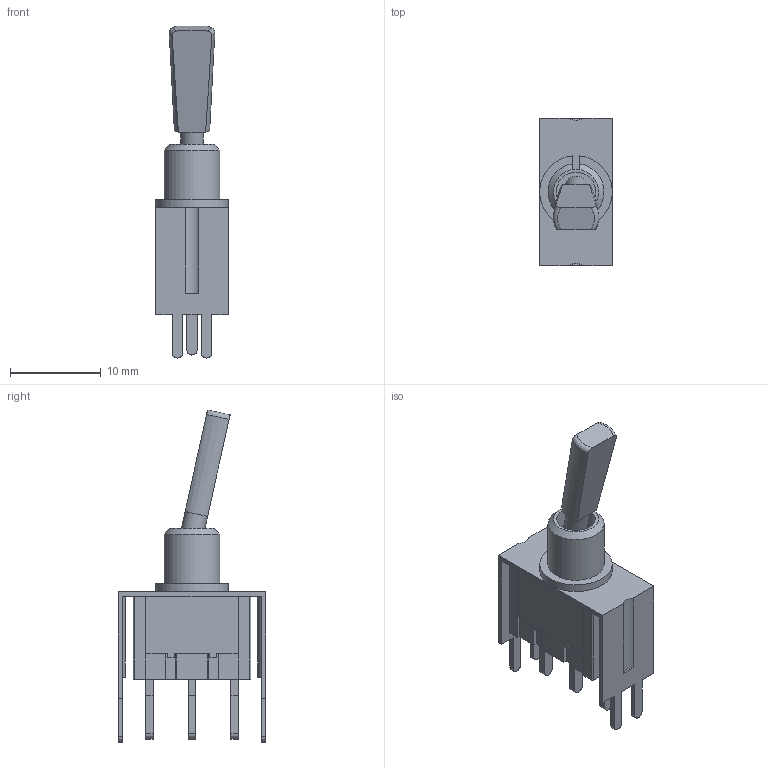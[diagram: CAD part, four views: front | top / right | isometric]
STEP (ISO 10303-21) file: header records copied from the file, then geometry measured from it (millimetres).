
FILE_DESCRIPTION(('FreeCAD Model'),'2;1');
FILE_NAME('M2012EA2W13_cp.step', '2021-02-06T16:25:51',('kicad StepUp'),('ksu MCAD'), 'Open CASCADE STEP processor 7.3','FreeCAD','Unknown');
FILE_SCHEMA(('AUTOMOTIVE_DESIGN { 1 0 10303 214 1 1 1 1 }'));
Length unit declared in the file: millimetre
Products named in the file (1): M2012EA2W13_cp
Bounding box: 8 x 16.31 x 36.68 mm (x, y, z)
Volume: 1412.2 mm3; surface area: 2536 mm2
Topology: 5 solids, 5 shells, 193 faces, 518 edges, 343 vertices
Faces by surface type: plane 148, cylinder 40, cone 3, torus 2
Full cylindrical faces by diameter (mm): 2.54 x1, 4.338 x1
Entity records: 7375 total; most frequent: CARTESIAN_POINT 1116, ORIENTED_EDGE 1036, DIRECTION 979, EDGE_CURVE 518, LINE 415, VECTOR 415, VERTEX_POINT 343, AXIS2_PLACEMENT_3D 282
